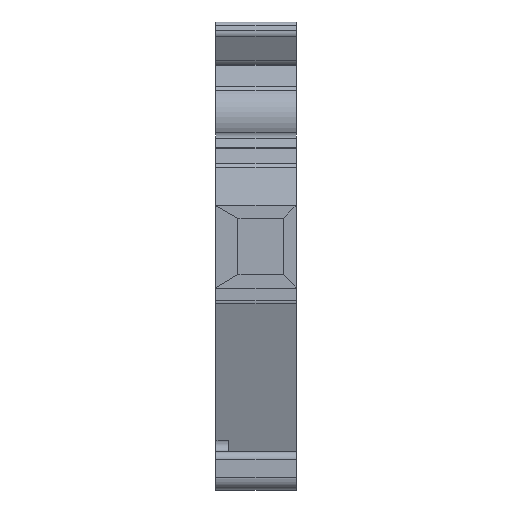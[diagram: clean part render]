
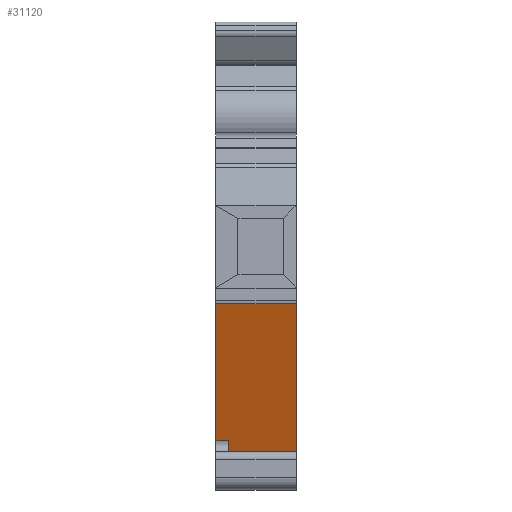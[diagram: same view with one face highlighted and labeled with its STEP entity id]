
A CAD part, left-side view. The second image highlights one B-rep face of the part: STEP entity #31120.
In plain terms, the highlighted planar face has unit normal (-0.94, 0, -0.342).
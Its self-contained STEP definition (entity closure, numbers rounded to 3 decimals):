
#82 = LINE ( 'NONE', #31942, #6649 ) ;
#261 = EDGE_LOOP ( 'NONE', ( #12600, #32677, #18940, #32635, #29147, #21305 ) ) ;
#3324 = DIRECTION ( 'NONE',  ( 0., -1., 0. ) ) ;
#4094 = VECTOR ( 'NONE', #8472, 1000. ) ;
#4147 = EDGE_CURVE ( 'NONE', #27662, #10695, #82, .T. ) ;
#4280 = LINE ( 'NONE', #11932, #31327 ) ;
#5656 = VERTEX_POINT ( 'NONE', #15693 ) ;
#5719 = VERTEX_POINT ( 'NONE', #31875 ) ;
#6649 = VECTOR ( 'NONE', #11191, 1000. ) ;
#6830 = CARTESIAN_POINT ( 'NONE',  ( -19.704, 4.2, -0.979 ) ) ;
#6856 = DIRECTION ( 'NONE',  ( -0.94, 0., -0.342 ) ) ;
#7520 = LINE ( 'NONE', #20465, #26396 ) ;
#8472 = DIRECTION ( 'NONE',  ( 0., -1., 0. ) ) ;
#9247 = AXIS2_PLACEMENT_3D ( 'NONE', #24920, #6856, #30700 ) ;
#10695 = VERTEX_POINT ( 'NONE', #16889 ) ;
#11191 = DIRECTION ( 'NONE',  ( 0.342, 0., -0.94 ) ) ;
#11578 = PLANE ( 'NONE',  #9247 ) ;
#11932 = CARTESIAN_POINT ( 'NONE',  ( -22.82, 4.95, 7.582 ) ) ;
#12600 = ORIENTED_EDGE ( 'NONE', *, *, #26147, .T. ) ;
#13145 = VERTEX_POINT ( 'NONE', #32140 ) ;
#15076 = EDGE_CURVE ( 'NONE', #13145, #27662, #27595, .T. ) ;
#15693 = CARTESIAN_POINT ( 'NONE',  ( -19.048, 0., -2.782 ) ) ;
#16175 = VERTEX_POINT ( 'NONE', #23676 ) ;
#16889 = CARTESIAN_POINT ( 'NONE',  ( -19.048, 4.2, -2.782 ) ) ;
#17505 = EDGE_CURVE ( 'NONE', #16175, #13145, #23109, .T. ) ;
#17611 = VECTOR ( 'NONE', #3324, 1000. ) ;
#18940 = ORIENTED_EDGE ( 'NONE', *, *, #28028, .F. ) ;
#20143 = FACE_OUTER_BOUND ( 'NONE', #261, .T. ) ;
#20465 = CARTESIAN_POINT ( 'NONE',  ( -22.32, 0., 6.209 ) ) ;
#21305 = ORIENTED_EDGE ( 'NONE', *, *, #4147, .T. ) ;
#21807 = CARTESIAN_POINT ( 'NONE',  ( -19.704, 4.95, -0.979 ) ) ;
#22936 = CARTESIAN_POINT ( 'NONE',  ( -22.32, 5., 6.209 ) ) ;
#23109 = LINE ( 'NONE', #22936, #23120 ) ;
#23120 = VECTOR ( 'NONE', #33660, 1000. ) ;
#23331 = DIRECTION ( 'NONE',  ( 0., -1., 0. ) ) ;
#23676 = CARTESIAN_POINT ( 'NONE',  ( -22.82, 5., 7.582 ) ) ;
#24460 = LINE ( 'NONE', #29705, #17611 ) ;
#24920 = CARTESIAN_POINT ( 'NONE',  ( -22.32, 4.95, 6.209 ) ) ;
#25910 = DIRECTION ( 'NONE',  ( 0.342, 0., -0.94 ) ) ;
#26147 = EDGE_CURVE ( 'NONE', #10695, #5656, #24460, .T. ) ;
#26396 = VECTOR ( 'NONE', #25910, 1000. ) ;
#27595 = LINE ( 'NONE', #21807, #4094 ) ;
#27662 = VERTEX_POINT ( 'NONE', #6830 ) ;
#28028 = EDGE_CURVE ( 'NONE', #16175, #5719, #4280, .T. ) ;
#29147 = ORIENTED_EDGE ( 'NONE', *, *, #15076, .T. ) ;
#29705 = CARTESIAN_POINT ( 'NONE',  ( -19.048, 4.2, -2.782 ) ) ;
#30700 = DIRECTION ( 'NONE',  ( -0.342, 0., 0.94 ) ) ;
#31120 = ADVANCED_FACE ( 'NONE', ( #20143 ), #11578, .T. ) ;
#31327 = VECTOR ( 'NONE', #23331, 1000. ) ;
#31875 = CARTESIAN_POINT ( 'NONE',  ( -22.82, 0., 7.582 ) ) ;
#31942 = CARTESIAN_POINT ( 'NONE',  ( -19.704, 4.2, -0.979 ) ) ;
#32140 = CARTESIAN_POINT ( 'NONE',  ( -19.704, 5., -0.979 ) ) ;
#32635 = ORIENTED_EDGE ( 'NONE', *, *, #17505, .T. ) ;
#32677 = ORIENTED_EDGE ( 'NONE', *, *, #33787, .F. ) ;
#33660 = DIRECTION ( 'NONE',  ( 0.342, 0., -0.94 ) ) ;
#33787 = EDGE_CURVE ( 'NONE', #5719, #5656, #7520, .T. ) ;
